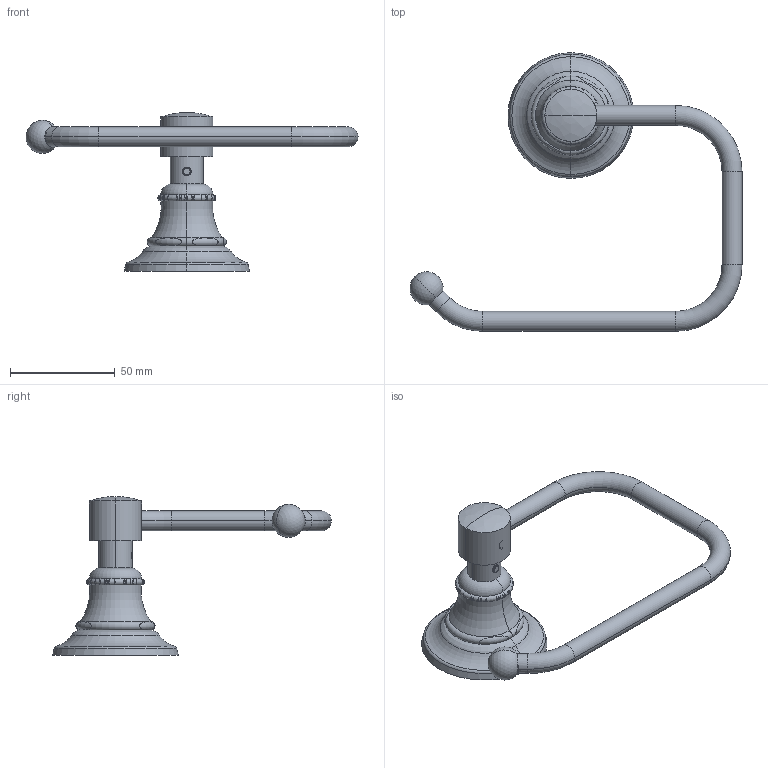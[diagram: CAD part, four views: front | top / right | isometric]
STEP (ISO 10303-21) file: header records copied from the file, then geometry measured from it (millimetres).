
FILE_DESCRIPTION((''),'2;1');
FILE_NAME('33-27_WEB','2010-07-28T',('pnmurthy'),(''),'PRO/ENGINEER BY PARAMETRIC TECHNOLOGY CORPORATION, 2009300','PRO/ENGINEER BY PARAMETRIC TECHNOLOGY CORPORATION, 2009300','');
FILE_SCHEMA(('CONFIG_CONTROL_DESIGN'));
Length unit declared in the file: inch
Products named in the file (1): 33-27_WEB
Bounding box: 158.64 x 133.22 x 75.9 mm (x, y, z)
Surface area: 23495.6 mm2 (no closed solid volume)
Topology: 0 solids, 51 shells, 103 faces, 231 edges, 171 vertices
Faces by surface type: plane 57, torus 20, cylinder 14, cone 5, bspline 5, sphere 2
Entity records: 4475 total; most frequent: CARTESIAN_POINT 2371, DIRECTION 436, ORIENTED_EDGE 328, EDGE_CURVE 227, AXIS2_PLACEMENT_3D 185, VERTEX_POINT 171, EDGE_LOOP 103, FACE_OUTER_BOUND 103
